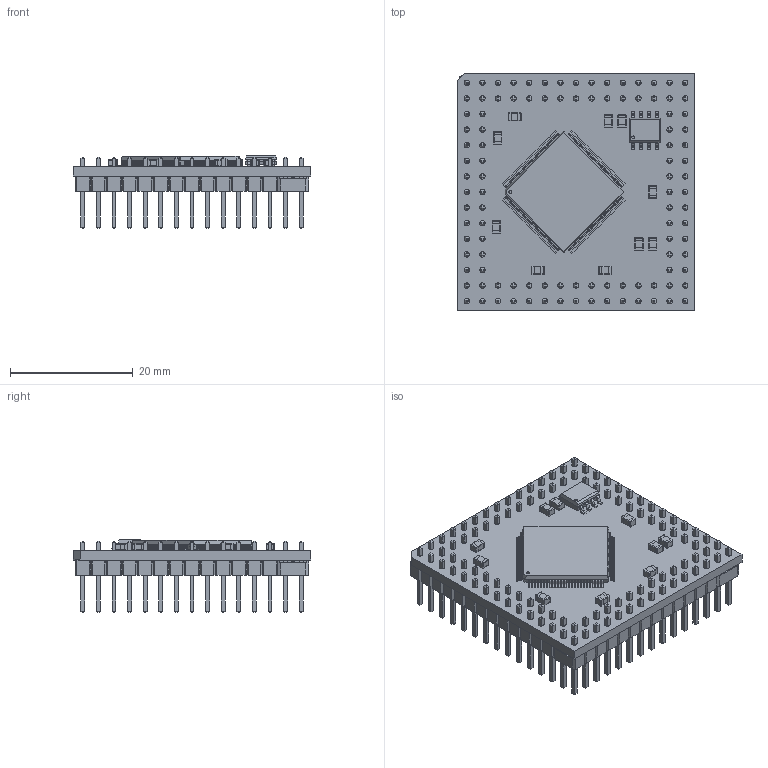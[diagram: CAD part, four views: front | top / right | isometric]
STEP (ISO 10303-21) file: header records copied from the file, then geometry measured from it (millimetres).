
FILE_DESCRIPTION(('Open CASCADE Model'),'2;1');
FILE_NAME('Open CASCADE Shape Model','2020-02-29T12:26:22',('Author'),( 'Open CASCADE'),'Open CASCADE STEP processor 6.8','Open CASCADE 6.8' ,'Unknown');
FILE_SCHEMA(('AUTOMOTIVE_DESIGN { 1 0 10303 214 1 1 1 1 }'));
Length unit declared in the file: millimetre
Products named in the file (53): PCB; Board; U1; QFP50P1600X1600X170-100N; C1; CAPC2012X110N; C2; C3; C4; C5; C6; C7; C8; C9; R1; RESC2012X60N; R2; R3; R4; R5; R6; U2; SOIC127P600X175-8N; C10; Free-Models; 65825; Open CASCADE STEP translator 6.8 4.20.1.1; Open CASCADE STEP translator 6.8 4.20.1.2; Open CASCADE STEP translator 6.8 4.20.1.3; Open CASCADE STEP translator 6.8 4.20.1.4; Open CASCADE STEP translator 6.8 4.20.1.5; Open CASCADE STEP translator 6.8 4.20.1.6; Open CASCADE STEP translator 6.8 4.20.1.7; Open CASCADE STEP translator 6.8 4.20.1.8; Open CASCADE STEP translator 6.8 4.20.1.9; Open CASCADE STEP translator 6.8 4.20.1.10; Open CASCADE STEP translator 6.8 4.20.1.11; Open CASCADE STEP translator 6.8 4.20.1.12; Open CASCADE STEP translator 6.8 4.20.1.13; Open CASCADE STEP translator 6.8 4.20.1.14 ...
Assembly tree (69 placements, depth 4):
  PCB
    Board
    U1
      QFP50P1600X1600X170-100N
    C1
      CAPC2012X110N
    C2
      CAPC2012X110N
    C3
      CAPC2012X110N
    C4
      CAPC2012X110N
    C5
      CAPC2012X110N
    C6
      CAPC2012X110N
    C7
      CAPC2012X110N
    C8
      CAPC2012X110N
    C9
      CAPC2012X110N
    R1
      RESC2012X60N
    R2
      RESC2012X60N
    R3
      RESC2012X60N
    R4
      RESC2012X60N
    R5
      RESC2012X60N
    R6
      RESC2012X60N
    U2
      SOIC127P600X175-8N
    C10
      CAPC2012X110N
    Free-Models
      65825  x4
        Open CASCADE STEP translator 6.8 4.20.1.1
        Open CASCADE STEP translator 6.8 4.20.1.2
        Open CASCADE STEP translator 6.8 4.20.1.3
        Open CASCADE STEP translator 6.8 4.20.1.4
        Open CASCADE STEP translator 6.8 4.20.1.5
        Open CASCADE STEP translator 6.8 4.20.1.6
        Open CASCADE STEP translator 6.8 4.20.1.7
        Open CASCADE STEP translator 6.8 4.20.1.8
        Open CASCADE STEP translator 6.8 4.20.1.9
        Open CASCADE STEP translator 6.8 4.20.1.10
        Open CASCADE STEP translator 6.8 4.20.1.11
        Open CASCADE STEP translator 6.8 4.20.1.12
        Open CASCADE STEP translator 6.8 4.20.1.13
        Open CASCADE STEP translator 6.8 4.20.1.14
        Open CASCADE STEP translator 6.8 4.20.1.15
        Open CASCADE STEP translator 6.8 4.20.1.16
        Open CASCADE STEP translator 6.8 4.20.1.17
        Open CASCADE STEP translator 6.8 4.20.1.18
        Open CASCADE STEP translator 6.8 4.20.1.19
        Open CASCADE STEP translator 6.8 4.20.1.20
Bounding box: 38.61 x 38.61 x 11.82 mm (x, y, z)
Volume: 4399.9 mm3; surface area: 10345.4 mm2
Topology: 267 solids, 267 shells, 4644 faces, 11312 edges, 7124 vertices
Faces by surface type: plane 3275, bspline 756, cylinder 527, sphere 80, cone 6
Full cylindrical faces by diameter (mm): 0.889 x104
Entity records: 78421 total; most frequent: CARTESIAN_POINT 17412, ORIENTED_EDGE 11760, DIRECTION 10308, EDGE_CURVE 5880, LINE 4748, VECTOR 4748, VERTEX_POINT 3836, AXIS2_PLACEMENT_3D 2780
